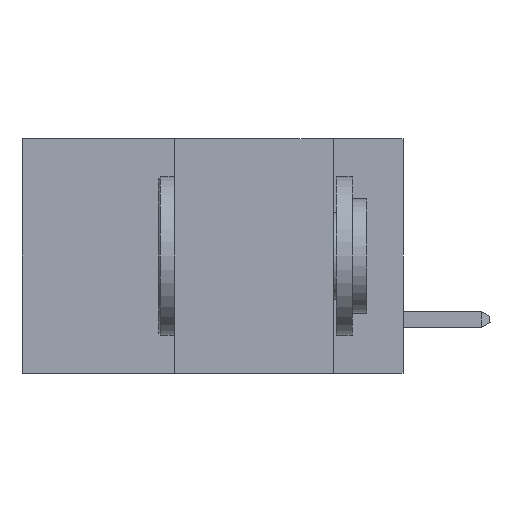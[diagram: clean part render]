
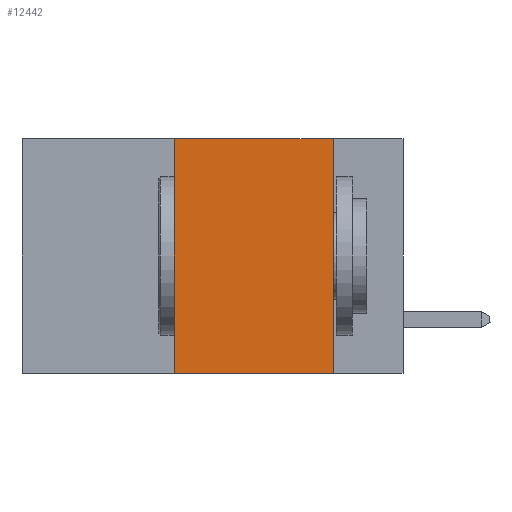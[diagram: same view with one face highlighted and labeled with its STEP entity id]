
A CAD part, left-side view. The second image highlights one B-rep face of the part: STEP entity #12442.
In plain terms, the highlighted planar face has unit normal (-1, 0, 0).
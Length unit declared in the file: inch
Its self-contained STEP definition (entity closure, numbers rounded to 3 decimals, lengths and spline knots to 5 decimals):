
#472 = DIRECTION ( 'NONE',  ( 0., 0., 1. ) ) ;
#515 = DIRECTION ( 'NONE',  ( 1., 0., 0. ) ) ;
#628 = CARTESIAN_POINT ( 'NONE',  ( 0., 0.36, 0. ) ) ;
#1207 = AXIS2_PLACEMENT_3D ( 'NONE', #10541, #515, #11800 ) ;
#1436 = CARTESIAN_POINT ( 'NONE',  ( 0., 0.6, -0.37 ) ) ;
#1965 = ORIENTED_EDGE ( 'NONE', *, *, #14695, .F. ) ;
#2046 = ORIENTED_EDGE ( 'NONE', *, *, #14118, .T. ) ;
#2420 = VECTOR ( 'NONE', #7760, 39.37008 ) ;
#4067 = CARTESIAN_POINT ( 'NONE',  ( 0., 0.11, 0. ) ) ;
#5354 = ORIENTED_EDGE ( 'NONE', *, *, #13438, .F. ) ;
#5502 = VERTEX_POINT ( 'NONE', #15930 ) ;
#5835 = ORIENTED_EDGE ( 'NONE', *, *, #9032, .F. ) ;
#7413 = EDGE_LOOP ( 'NONE', ( #1965, #5354, #5835, #2046 ) ) ;
#7678 = CARTESIAN_POINT ( 'NONE',  ( 0., 0.6, 0. ) ) ;
#7760 = DIRECTION ( 'NONE',  ( 0., -1., 0. ) ) ;
#8094 = LINE ( 'NONE', #16209, #12241 ) ;
#9032 = EDGE_CURVE ( 'NONE', #5502, #13502, #14637, .T. ) ;
#9236 = VERTEX_POINT ( 'NONE', #4067 ) ;
#9639 = VERTEX_POINT ( 'NONE', #13470 ) ;
#9731 = LINE ( 'NONE', #7678, #12673 ) ;
#10541 = CARTESIAN_POINT ( 'NONE',  ( 0., 0.6, 0. ) ) ;
#10551 = FACE_OUTER_BOUND ( 'NONE', #7413, .T. ) ;
#11129 = VECTOR ( 'NONE', #472, 39.37008 ) ;
#11360 = DIRECTION ( 'NONE',  ( 0., -1., 0. ) ) ;
#11800 = DIRECTION ( 'NONE',  ( 0., 0., -1. ) ) ;
#12241 = VECTOR ( 'NONE', #12446, 39.37008 ) ;
#12267 = LINE ( 'NONE', #1436, #2420 ) ;
#12442 = ADVANCED_FACE ( 'NONE', ( #10551 ), #13062, .F. ) ;
#12446 = DIRECTION ( 'NONE',  ( 0., 0., -1. ) ) ;
#12673 = VECTOR ( 'NONE', #11360, 39.37008 ) ;
#13062 = PLANE ( 'NONE',  #1207 ) ;
#13438 = EDGE_CURVE ( 'NONE', #13502, #9236, #9731, .T. ) ;
#13470 = CARTESIAN_POINT ( 'NONE',  ( 0., 0.11, -0.37 ) ) ;
#13502 = VERTEX_POINT ( 'NONE', #628 ) ;
#14118 = EDGE_CURVE ( 'NONE', #5502, #9639, #12267, .T. ) ;
#14637 = LINE ( 'NONE', #15405, #11129 ) ;
#14695 = EDGE_CURVE ( 'NONE', #9236, #9639, #8094, .T. ) ;
#15405 = CARTESIAN_POINT ( 'NONE',  ( 0., 0.36, 0. ) ) ;
#15930 = CARTESIAN_POINT ( 'NONE',  ( 0., 0.36, -0.37 ) ) ;
#16209 = CARTESIAN_POINT ( 'NONE',  ( 0., 0.11, 0. ) ) ;
